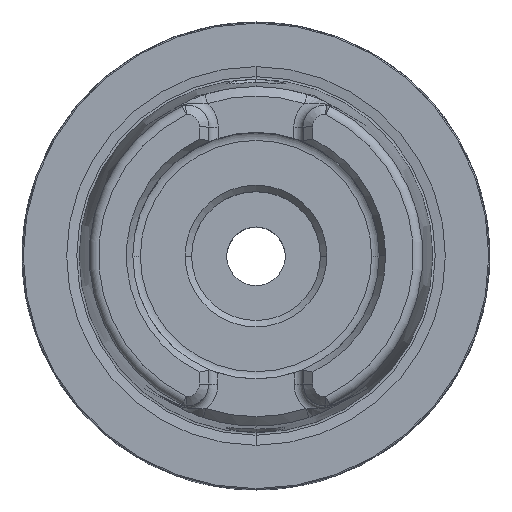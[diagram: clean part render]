
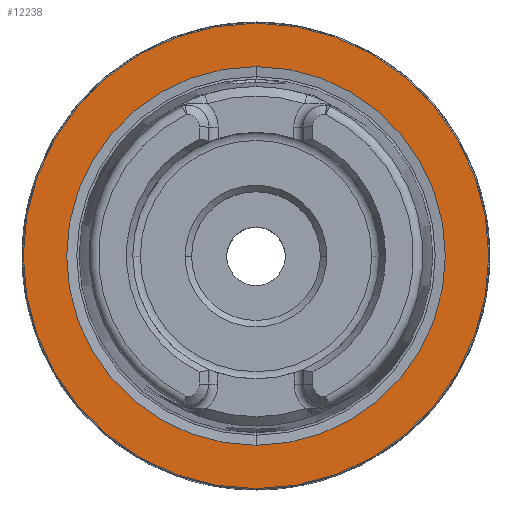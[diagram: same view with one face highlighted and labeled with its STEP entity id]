
A CAD part, top view. The second image highlights one B-rep face of the part: STEP entity #12238.
In plain terms, the highlighted planar face has unit normal (0, 0, 1).
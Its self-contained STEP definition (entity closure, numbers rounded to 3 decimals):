
#41 = CARTESIAN_POINT ( 'NONE',  ( 0., 16.169, 0. ) ) ;
#124 = VERTEX_POINT ( 'NONE', #12028 ) ;
#364 = VERTEX_POINT ( 'NONE', #8198 ) ;
#1497 = EDGE_CURVE ( 'NONE', #124, #11320, #4384, .T. ) ;
#1642 = CARTESIAN_POINT ( 'NONE',  ( 0., 0., 0. ) ) ;
#2090 = EDGE_LOOP ( 'NONE', ( #12572, #7483 ) ) ;
#2151 = CIRCLE ( 'NONE', #14374, 16.169 ) ;
#2177 = DIRECTION ( 'NONE',  ( 0., 0., 1. ) ) ;
#2380 = CARTESIAN_POINT ( 'NONE',  ( 0., 0., 0. ) ) ;
#2633 = AXIS2_PLACEMENT_3D ( 'NONE', #9077, #2177, #10244 ) ;
#2761 = CARTESIAN_POINT ( 'NONE',  ( 0., 0., 0. ) ) ;
#2806 = DIRECTION ( 'NONE',  ( 0., 1., 0. ) ) ;
#2888 = CARTESIAN_POINT ( 'NONE',  ( 0., 19.875, 0. ) ) ;
#3393 = CIRCLE ( 'NONE', #2633, 19.875 ) ;
#3421 = AXIS2_PLACEMENT_3D ( 'NONE', #1642, #9705, #2806 ) ;
#3539 = DIRECTION ( 'NONE',  ( 0., -1., 0. ) ) ;
#3543 = FACE_BOUND ( 'NONE', #4707, .T. ) ;
#3939 = DIRECTION ( 'NONE',  ( 0., 1., 0. ) ) ;
#4384 = CIRCLE ( 'NONE', #3421, 16.169 ) ;
#4535 = VERTEX_POINT ( 'NONE', #2888 ) ;
#4707 = EDGE_LOOP ( 'NONE', ( #7939, #11280 ) ) ;
#5825 = DIRECTION ( 'NONE',  ( 0., 0., 1. ) ) ;
#6356 = AXIS2_PLACEMENT_3D ( 'NONE', #2380, #10438, #3539 ) ;
#7483 = ORIENTED_EDGE ( 'NONE', *, *, #11049, .T. ) ;
#7912 = EDGE_CURVE ( 'NONE', #364, #4535, #13421, .T. ) ;
#7939 = ORIENTED_EDGE ( 'NONE', *, *, #1497, .T. ) ;
#8198 = CARTESIAN_POINT ( 'NONE',  ( 0., -19.875, 0. ) ) ;
#9077 = CARTESIAN_POINT ( 'NONE',  ( 0., 0., 0. ) ) ;
#9313 = EDGE_CURVE ( 'NONE', #11320, #124, #2151, .T. ) ;
#9492 = AXIS2_PLACEMENT_3D ( 'NONE', #12710, #5825, #13847 ) ;
#9705 = DIRECTION ( 'NONE',  ( 0., 0., -1. ) ) ;
#10244 = DIRECTION ( 'NONE',  ( 0., -1., 0. ) ) ;
#10438 = DIRECTION ( 'NONE',  ( 0., 0., 1. ) ) ;
#10819 = DIRECTION ( 'NONE',  ( 0., 0., -1. ) ) ;
#11049 = EDGE_CURVE ( 'NONE', #4535, #364, #3393, .T. ) ;
#11280 = ORIENTED_EDGE ( 'NONE', *, *, #9313, .T. ) ;
#11320 = VERTEX_POINT ( 'NONE', #41 ) ;
#12028 = CARTESIAN_POINT ( 'NONE',  ( 0., -16.169, 0. ) ) ;
#12238 = ADVANCED_FACE ( 'NONE', ( #13087, #3543 ), #12664, .T. ) ;
#12572 = ORIENTED_EDGE ( 'NONE', *, *, #7912, .T. ) ;
#12664 = PLANE ( 'NONE',  #9492 ) ;
#12710 = CARTESIAN_POINT ( 'NONE',  ( 0., 19.975, 0. ) ) ;
#13087 = FACE_OUTER_BOUND ( 'NONE', #2090, .T. ) ;
#13421 = CIRCLE ( 'NONE', #6356, 19.875 ) ;
#13847 = DIRECTION ( 'NONE',  ( 0., -1., 0. ) ) ;
#14374 = AXIS2_PLACEMENT_3D ( 'NONE', #2761, #10819, #3939 ) ;
